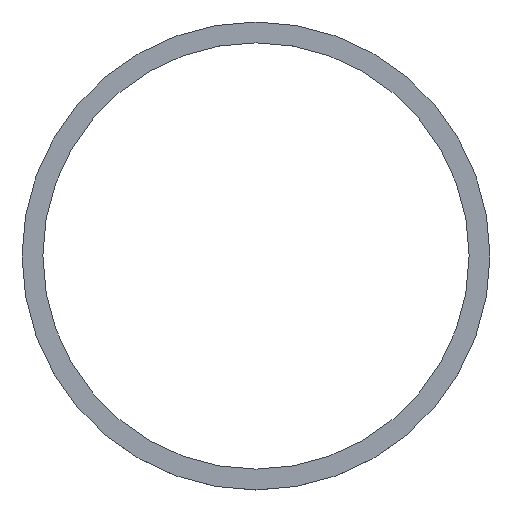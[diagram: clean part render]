
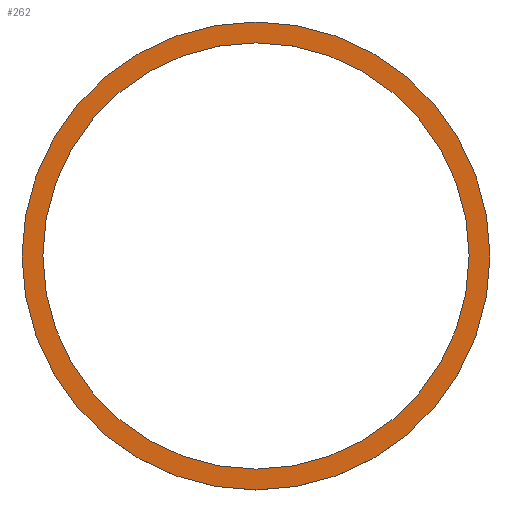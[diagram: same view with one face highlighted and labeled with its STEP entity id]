
A CAD part, top view. The second image highlights one B-rep face of the part: STEP entity #262.
In plain terms, the highlighted planar face has unit normal (0, 0, 1).
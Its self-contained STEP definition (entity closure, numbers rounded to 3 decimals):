
#26 = AXIS2_PLACEMENT_3D ( 'NONE', #384, #375, #54 ) ;
#45 = ORIENTED_EDGE ( 'NONE', *, *, #138, .T. ) ;
#54 = DIRECTION ( 'NONE',  ( 1., 0., 0. ) ) ;
#95 = ORIENTED_EDGE ( 'NONE', *, *, #123, .F. ) ;
#117 = VERTEX_POINT ( 'NONE', #246 ) ;
#123 = EDGE_CURVE ( 'NONE', #424, #117, #450, .T. ) ;
#126 = CARTESIAN_POINT ( 'NONE',  ( 0., 0., 0. ) ) ;
#132 = AXIS2_PLACEMENT_3D ( 'NONE', #344, #419, #350 ) ;
#133 = CARTESIAN_POINT ( 'NONE',  ( -250.5, 0., 0. ) ) ;
#136 = CIRCLE ( 'NONE', #132, 250.5 ) ;
#138 = EDGE_CURVE ( 'NONE', #427, #228, #367, .T. ) ;
#142 = AXIS2_PLACEMENT_3D ( 'NONE', #126, #402, #451 ) ;
#172 = AXIS2_PLACEMENT_3D ( 'NONE', #335, #394, #334 ) ;
#187 = EDGE_LOOP ( 'NONE', ( #506, #95 ) ) ;
#226 = CARTESIAN_POINT ( 'NONE',  ( 275., 0., 0. ) ) ;
#228 = VERTEX_POINT ( 'NONE', #458 ) ;
#232 = CIRCLE ( 'NONE', #26, 275. ) ;
#233 = EDGE_LOOP ( 'NONE', ( #45, #414 ) ) ;
#246 = CARTESIAN_POINT ( 'NONE',  ( 250.5, 0., 0. ) ) ;
#262 = ADVANCED_FACE ( 'NONE', ( #267, #269 ), #386, .F. ) ;
#267 = FACE_BOUND ( 'NONE', #187, .T. ) ;
#269 = FACE_OUTER_BOUND ( 'NONE', #233, .T. ) ;
#315 = EDGE_CURVE ( 'NONE', #228, #427, #232, .T. ) ;
#334 = DIRECTION ( 'NONE',  ( 1., 0., 0. ) ) ;
#335 = CARTESIAN_POINT ( 'NONE',  ( 0., 0., 0. ) ) ;
#344 = CARTESIAN_POINT ( 'NONE',  ( 0., 0., 0. ) ) ;
#346 = DIRECTION ( 'NONE',  ( -1., 0., 0. ) ) ;
#350 = DIRECTION ( 'NONE',  ( 1., 0., 0. ) ) ;
#364 = EDGE_CURVE ( 'NONE', #117, #424, #136, .T. ) ;
#367 = CIRCLE ( 'NONE', #172, 275. ) ;
#375 = DIRECTION ( 'NONE',  ( 0., 0., 1. ) ) ;
#384 = CARTESIAN_POINT ( 'NONE',  ( 0., 0., 0. ) ) ;
#386 = PLANE ( 'NONE',  #422 ) ;
#388 = CARTESIAN_POINT ( 'NONE',  ( 0., 250.5, 0. ) ) ;
#394 = DIRECTION ( 'NONE',  ( 0., 0., 1. ) ) ;
#402 = DIRECTION ( 'NONE',  ( 0., 0., 1. ) ) ;
#414 = ORIENTED_EDGE ( 'NONE', *, *, #315, .T. ) ;
#419 = DIRECTION ( 'NONE',  ( 0., 0., 1. ) ) ;
#422 = AXIS2_PLACEMENT_3D ( 'NONE', #388, #486, #346 ) ;
#424 = VERTEX_POINT ( 'NONE', #133 ) ;
#427 = VERTEX_POINT ( 'NONE', #226 ) ;
#450 = CIRCLE ( 'NONE', #142, 250.5 ) ;
#451 = DIRECTION ( 'NONE',  ( 1., 0., 0. ) ) ;
#458 = CARTESIAN_POINT ( 'NONE',  ( -275., 0., 0. ) ) ;
#486 = DIRECTION ( 'NONE',  ( 0., 0., -1. ) ) ;
#506 = ORIENTED_EDGE ( 'NONE', *, *, #364, .F. ) ;
